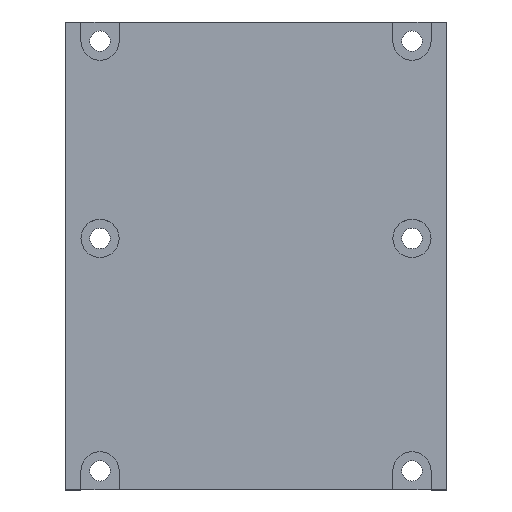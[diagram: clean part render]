
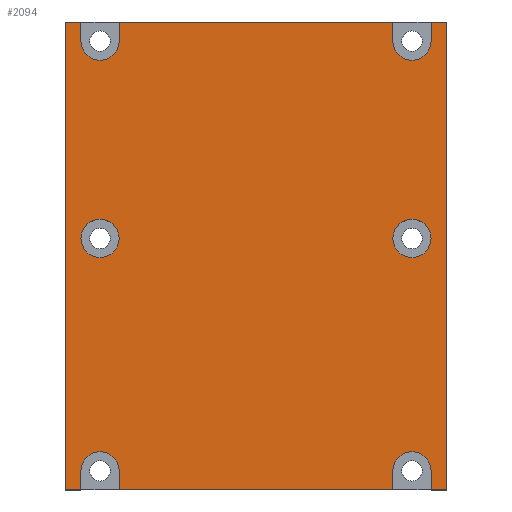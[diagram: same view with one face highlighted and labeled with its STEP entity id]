
A CAD part, top view. The second image highlights one B-rep face of the part: STEP entity #2094.
In plain terms, the highlighted planar face has unit normal (0, 0, 1).
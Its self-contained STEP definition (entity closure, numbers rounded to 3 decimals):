
#62=FACE_BOUND('',#353,.T.);
#63=FACE_BOUND('',#354,.T.);
#68=CIRCLE('',#2130,3.);
#71=CIRCLE('',#2135,3.);
#74=CIRCLE('',#2143,3.);
#77=CIRCLE('',#2149,3.);
#80=CIRCLE('',#2155,3.);
#83=CIRCLE('',#2161,3.);
#234=FACE_OUTER_BOUND('',#352,.T.);
#352=EDGE_LOOP('',(#1891,#1892,#1893,#1894,#1895,#1896,#1897,#1898,#1899,
#1900,#1901,#1902,#1903,#1904,#1905,#1906,#1907,#1908,#1909,#1910));
#353=EDGE_LOOP('',(#1911));
#354=EDGE_LOOP('',(#1912));
#409=LINE('',#2996,#641);
#412=LINE('',#3002,#644);
#416=LINE('',#3013,#648);
#421=LINE('',#3027,#653);
#426=LINE('',#3047,#658);
#431=LINE('',#3061,#663);
#437=LINE('',#3080,#669);
#440=LINE('',#3086,#672);
#444=LINE('',#3095,#676);
#445=LINE('',#3097,#677);
#448=LINE('',#3101,#680);
#449=LINE('',#3103,#681);
#450=LINE('',#3105,#682);
#458=LINE('',#3118,#690);
#536=LINE('',#3327,#768);
#582=LINE('',#3455,#814);
#641=VECTOR('',#2392,10.);
#644=VECTOR('',#2397,10.);
#648=VECTOR('',#2407,10.);
#653=VECTOR('',#2420,10.);
#658=VECTOR('',#2441,10.);
#663=VECTOR('',#2454,10.);
#669=VECTOR('',#2472,10.);
#672=VECTOR('',#2477,10.);
#676=VECTOR('',#2487,10.);
#677=VECTOR('',#2488,10.);
#680=VECTOR('',#2491,10.);
#681=VECTOR('',#2494,10.);
#682=VECTOR('',#2495,10.);
#690=VECTOR('',#2503,10.);
#768=VECTOR('',#2697,10.);
#814=VECTOR('',#2841,10.);
#865=VERTEX_POINT('',#2977);
#868=VERTEX_POINT('',#2986);
#869=VERTEX_POINT('',#2987);
#872=VERTEX_POINT('',#2995);
#874=VERTEX_POINT('',#3001);
#877=VERTEX_POINT('',#3011);
#878=VERTEX_POINT('',#3012);
#881=VERTEX_POINT('',#3020);
#883=VERTEX_POINT('',#3026);
#886=VERTEX_POINT('',#3036);
#889=VERTEX_POINT('',#3045);
#890=VERTEX_POINT('',#3046);
#893=VERTEX_POINT('',#3054);
#895=VERTEX_POINT('',#3060);
#898=VERTEX_POINT('',#3070);
#899=VERTEX_POINT('',#3071);
#902=VERTEX_POINT('',#3079);
#904=VERTEX_POINT('',#3085);
#907=VERTEX_POINT('',#3096);
#908=VERTEX_POINT('',#3099);
#909=VERTEX_POINT('',#3104);
#914=VERTEX_POINT('',#3116);
#1074=EDGE_CURVE('',#865,#865,#68,.T.);
#1078=EDGE_CURVE('',#868,#869,#71,.T.);
#1082=EDGE_CURVE('',#872,#868,#409,.T.);
#1085=EDGE_CURVE('',#869,#874,#412,.T.);
#1090=EDGE_CURVE('',#877,#878,#416,.T.);
#1094=EDGE_CURVE('',#881,#877,#74,.T.);
#1097=EDGE_CURVE('',#883,#881,#421,.T.);
#1102=EDGE_CURVE('',#886,#886,#77,.T.);
#1106=EDGE_CURVE('',#889,#890,#426,.T.);
#1110=EDGE_CURVE('',#893,#889,#80,.T.);
#1113=EDGE_CURVE('',#895,#893,#431,.T.);
#1118=EDGE_CURVE('',#898,#899,#83,.T.);
#1122=EDGE_CURVE('',#902,#898,#437,.T.);
#1125=EDGE_CURVE('',#899,#904,#440,.T.);
#1130=EDGE_CURVE('',#890,#872,#444,.T.);
#1131=EDGE_CURVE('',#907,#895,#445,.T.);
#1134=EDGE_CURVE('',#874,#908,#448,.T.);
#1135=EDGE_CURVE('',#904,#883,#449,.T.);
#1136=EDGE_CURVE('',#909,#902,#450,.T.);
#1144=EDGE_CURVE('',#878,#914,#458,.T.);
#1250=EDGE_CURVE('',#914,#907,#536,.T.);
#1314=EDGE_CURVE('',#908,#909,#582,.T.);
#1891=ORIENTED_EDGE('',*,*,#1085,.T.);
#1892=ORIENTED_EDGE('',*,*,#1134,.T.);
#1893=ORIENTED_EDGE('',*,*,#1314,.T.);
#1894=ORIENTED_EDGE('',*,*,#1136,.T.);
#1895=ORIENTED_EDGE('',*,*,#1122,.T.);
#1896=ORIENTED_EDGE('',*,*,#1118,.T.);
#1897=ORIENTED_EDGE('',*,*,#1125,.T.);
#1898=ORIENTED_EDGE('',*,*,#1135,.T.);
#1899=ORIENTED_EDGE('',*,*,#1097,.T.);
#1900=ORIENTED_EDGE('',*,*,#1094,.T.);
#1901=ORIENTED_EDGE('',*,*,#1090,.T.);
#1902=ORIENTED_EDGE('',*,*,#1144,.T.);
#1903=ORIENTED_EDGE('',*,*,#1250,.T.);
#1904=ORIENTED_EDGE('',*,*,#1131,.T.);
#1905=ORIENTED_EDGE('',*,*,#1113,.T.);
#1906=ORIENTED_EDGE('',*,*,#1110,.T.);
#1907=ORIENTED_EDGE('',*,*,#1106,.T.);
#1908=ORIENTED_EDGE('',*,*,#1130,.T.);
#1909=ORIENTED_EDGE('',*,*,#1082,.T.);
#1910=ORIENTED_EDGE('',*,*,#1078,.T.);
#1911=ORIENTED_EDGE('',*,*,#1074,.T.);
#1912=ORIENTED_EDGE('',*,*,#1102,.T.);
#1991=PLANE('',#2281);
#2094=ADVANCED_FACE('',(#234,#62,#63),#1991,.T.);
#2130=AXIS2_PLACEMENT_3D('',#2978,#2373,#2374);
#2135=AXIS2_PLACEMENT_3D('',#2988,#2384,#2385);
#2143=AXIS2_PLACEMENT_3D('',#3021,#2413,#2414);
#2149=AXIS2_PLACEMENT_3D('',#3037,#2430,#2431);
#2155=AXIS2_PLACEMENT_3D('',#3055,#2447,#2448);
#2161=AXIS2_PLACEMENT_3D('',#3072,#2464,#2465);
#2281=AXIS2_PLACEMENT_3D('',#3465,#2856,#2857);
#2373=DIRECTION('center_axis',(0.,0.,-1.));
#2374=DIRECTION('ref_axis',(1.,0.,0.));
#2384=DIRECTION('center_axis',(0.,0.,-1.));
#2385=DIRECTION('ref_axis',(1.,0.,0.));
#2392=DIRECTION('',(0.,-1.,0.));
#2397=DIRECTION('',(0.,1.,0.));
#2407=DIRECTION('',(0.,-1.,0.));
#2413=DIRECTION('center_axis',(0.,0.,-1.));
#2414=DIRECTION('ref_axis',(1.,0.,0.));
#2420=DIRECTION('',(0.,1.,0.));
#2430=DIRECTION('center_axis',(0.,0.,-1.));
#2431=DIRECTION('ref_axis',(1.,0.,0.));
#2441=DIRECTION('',(0.,1.,0.));
#2447=DIRECTION('center_axis',(0.,0.,-1.));
#2448=DIRECTION('ref_axis',(1.,0.,0.));
#2454=DIRECTION('',(0.,-1.,0.));
#2464=DIRECTION('center_axis',(0.,0.,-1.));
#2465=DIRECTION('ref_axis',(1.,0.,0.));
#2472=DIRECTION('',(0.,1.,0.));
#2477=DIRECTION('',(0.,-1.,0.));
#2487=DIRECTION('',(-1.,0.,0.));
#2488=DIRECTION('',(-1.,0.,0.));
#2491=DIRECTION('',(-1.,0.,0.));
#2494=DIRECTION('',(1.,0.,0.));
#2495=DIRECTION('',(1.,0.,0.));
#2503=DIRECTION('',(1.,0.,0.));
#2697=DIRECTION('',(0.,1.,0.));
#2841=DIRECTION('',(0.,-1.,0.));
#2856=DIRECTION('center_axis',(0.,0.,1.));
#2857=DIRECTION('ref_axis',(1.,0.,0.));
#2977=CARTESIAN_POINT('',(49.,39.5,6.));
#2978=CARTESIAN_POINT('Origin',(52.,39.5,6.));
#2986=CARTESIAN_POINT('',(6.,70.5,6.));
#2987=CARTESIAN_POINT('',(0.,70.5,6.));
#2988=CARTESIAN_POINT('Origin',(3.,70.5,6.));
#2995=CARTESIAN_POINT('',(6.,73.5,6.));
#2996=CARTESIAN_POINT('',(6.,71.687,6.));
#3001=CARTESIAN_POINT('',(0.,73.5,6.));
#3002=CARTESIAN_POINT('',(0.,70.188,6.));
#3011=CARTESIAN_POINT('',(55.,3.,6.));
#3012=CARTESIAN_POINT('',(55.,0.,6.));
#3013=CARTESIAN_POINT('',(55.,36.437,6.));
#3020=CARTESIAN_POINT('',(49.,3.,6.));
#3021=CARTESIAN_POINT('Origin',(52.,3.,6.));
#3026=CARTESIAN_POINT('',(49.,0.,6.));
#3027=CARTESIAN_POINT('',(49.,34.937,6.));
#3036=CARTESIAN_POINT('',(0.,39.5,6.));
#3037=CARTESIAN_POINT('Origin',(3.,39.5,6.));
#3045=CARTESIAN_POINT('',(49.,70.5,6.));
#3046=CARTESIAN_POINT('',(49.,73.5,6.));
#3047=CARTESIAN_POINT('',(49.,70.187,6.));
#3054=CARTESIAN_POINT('',(55.,70.5,6.));
#3055=CARTESIAN_POINT('Origin',(52.,70.5,6.));
#3060=CARTESIAN_POINT('',(55.,73.5,6.));
#3061=CARTESIAN_POINT('',(55.,71.687,6.));
#3070=CARTESIAN_POINT('',(0.,3.,6.));
#3071=CARTESIAN_POINT('',(6.,3.,6.));
#3072=CARTESIAN_POINT('Origin',(3.,3.,6.));
#3079=CARTESIAN_POINT('',(0.,0.,6.));
#3080=CARTESIAN_POINT('',(0.,34.937,6.));
#3085=CARTESIAN_POINT('',(6.,0.,6.));
#3086=CARTESIAN_POINT('',(6.,36.437,6.));
#3095=CARTESIAN_POINT('',(57.5,73.5,6.));
#3096=CARTESIAN_POINT('',(57.5,73.5,6.));
#3097=CARTESIAN_POINT('',(57.5,73.5,6.));
#3099=CARTESIAN_POINT('',(-2.5,73.5,6.));
#3101=CARTESIAN_POINT('',(57.5,73.5,6.));
#3103=CARTESIAN_POINT('',(-2.5,0.,6.));
#3104=CARTESIAN_POINT('',(-2.5,0.,6.));
#3105=CARTESIAN_POINT('',(-2.5,0.,6.));
#3116=CARTESIAN_POINT('',(57.5,0.,6.));
#3118=CARTESIAN_POINT('',(-2.5,0.,6.));
#3327=CARTESIAN_POINT('',(57.5,0.,6.));
#3455=CARTESIAN_POINT('',(-2.5,73.5,6.));
#3465=CARTESIAN_POINT('Origin',(27.5,69.875,6.));
